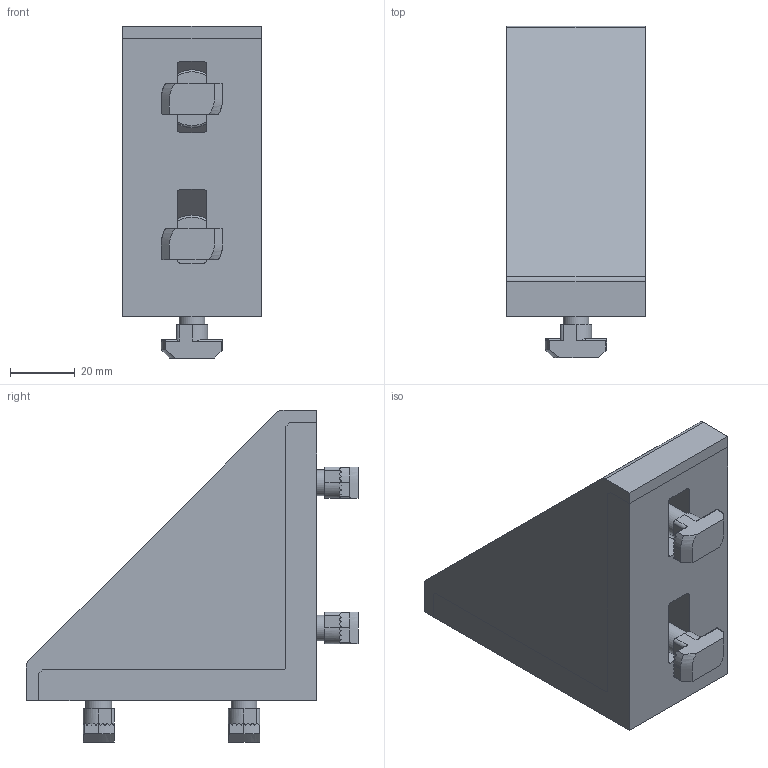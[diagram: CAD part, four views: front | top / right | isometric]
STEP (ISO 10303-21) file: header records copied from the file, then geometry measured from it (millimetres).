
FILE_DESCRIPTION(('STEP AP203'),'1');
FILE_NAME('FIXE10B1244.stp','2023-10-17T14:26:29',(' '),(' '),'Spatial InterOp 3D',' ',' ');
FILE_SCHEMA(('CONFIG_CONTROL_DESIGN'));
Length unit declared in the file: millimetre
Products named in the file (5): Kit équerre 10 90x90x45 Al Brut avec cache et visserie; Cache Cache 8 90x90x45 noir; Vis tête marteau 10 M8x25 Ht 4.5; Ecrou rondelle M8; Equerre 10 90x90x45 Al brut
Assembly tree (10 placements, depth 2):
  Kit équerre 10 90x90x45 Al Brut avec cache et visserie
    Cache Cache 8 90x90x45 noir
    Vis tête marteau 10 M8x25 Ht 4.5  x4
    Ecrou rondelle M8  x4
    Equerre 10 90x90x45 Al brut
Bounding box: 43 x 102.8 x 102.8 mm (x, y, z)
Volume: 127808.1 mm3; surface area: 51609.4 mm2
Topology: 10 solids, 10 shells, 443 faces, 1229 edges, 810 vertices
Faces by surface type: plane 339, cylinder 60, cone 32, bspline 8, torus 4
Full cylindrical faces by diameter (mm): 6.8 x4, 8 x4
Entity records: 6331 total; most frequent: CARTESIAN_POINT 1039, DIRECTION 858, ORIENTED_EDGE 852, EDGE_CURVE 426, AXIS2_PLACEMENT_3D 293, VERTEX_POINT 285, LINE 272, VECTOR 272
